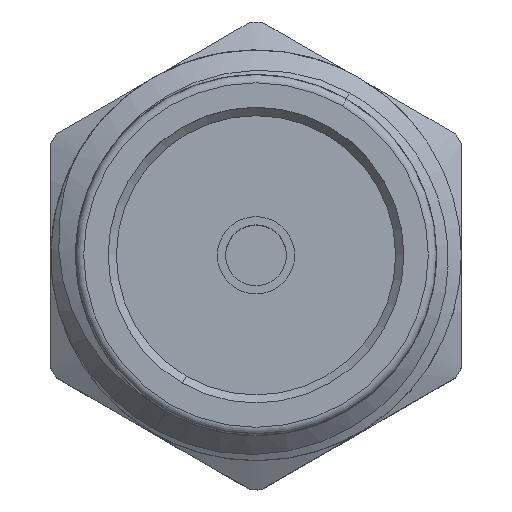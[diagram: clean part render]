
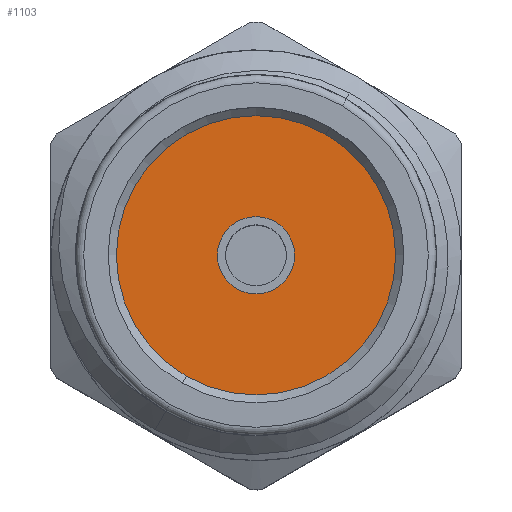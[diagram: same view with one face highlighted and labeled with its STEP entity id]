
A CAD part, top view. The second image highlights one B-rep face of the part: STEP entity #1103.
In plain terms, the highlighted face is planar.
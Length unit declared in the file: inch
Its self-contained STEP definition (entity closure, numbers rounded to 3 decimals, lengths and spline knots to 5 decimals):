
#3 = DIRECTION ( 'NONE',  ( -1., 0., 0. ) ) ;
#65 = VERTEX_POINT ( 'NONE', #2563 ) ;
#81 = AXIS2_PLACEMENT_3D ( 'NONE', #2857, #3, #2403 ) ;
#223 = DIRECTION ( 'NONE',  ( 0., 0., 1. ) ) ;
#367 = CARTESIAN_POINT ( 'NONE',  ( 0.075, 0., -0.085 ) ) ;
#382 = ORIENTED_EDGE ( 'NONE', *, *, #1029, .T. ) ;
#452 = CIRCLE ( 'NONE', #3137, 0.0235 ) ;
#631 = DIRECTION ( 'NONE',  ( -1., 0., 0. ) ) ;
#703 = ORIENTED_EDGE ( 'NONE', *, *, #3050, .F. ) ;
#970 = DIRECTION ( 'NONE',  ( -1., 0., 0. ) ) ;
#1004 = AXIS2_PLACEMENT_3D ( 'NONE', #3322, #970, #223 ) ;
#1029 = EDGE_CURVE ( 'NONE', #65, #2322, #2156, .T. ) ;
#1103 = ADVANCED_FACE ( 'NONE', ( #2134, #3168 ), #1811, .T. ) ;
#1180 = CARTESIAN_POINT ( 'NONE',  ( 0.075, 0., 0. ) ) ;
#1430 = CIRCLE ( 'NONE', #1985, 0.085 ) ;
#1436 = DIRECTION ( 'NONE',  ( -1., 0., 0. ) ) ;
#1612 = VERTEX_POINT ( 'NONE', #3177 ) ;
#1635 = DIRECTION ( 'NONE',  ( 0., 0., 1. ) ) ;
#1721 = EDGE_CURVE ( 'NONE', #3238, #1612, #452, .T. ) ;
#1790 = EDGE_CURVE ( 'NONE', #2322, #65, #1430, .T. ) ;
#1795 = DIRECTION ( 'NONE',  ( 0., 0., 1. ) ) ;
#1811 = PLANE ( 'NONE',  #81 ) ;
#1827 = CIRCLE ( 'NONE', #2319, 0.0235 ) ;
#1925 = ORIENTED_EDGE ( 'NONE', *, *, #1721, .F. ) ;
#1985 = AXIS2_PLACEMENT_3D ( 'NONE', #2194, #631, #1635 ) ;
#2134 = FACE_BOUND ( 'NONE', #3290, .T. ) ;
#2156 = CIRCLE ( 'NONE', #1004, 0.085 ) ;
#2194 = CARTESIAN_POINT ( 'NONE',  ( 0.075, 0., 0. ) ) ;
#2236 = ORIENTED_EDGE ( 'NONE', *, *, #1790, .T. ) ;
#2319 = AXIS2_PLACEMENT_3D ( 'NONE', #2568, #3351, #1795 ) ;
#2322 = VERTEX_POINT ( 'NONE', #367 ) ;
#2403 = DIRECTION ( 'NONE',  ( 0., 0., 1. ) ) ;
#2457 = EDGE_LOOP ( 'NONE', ( #382, #2236 ) ) ;
#2563 = CARTESIAN_POINT ( 'NONE',  ( 0.075, 0., 0.085 ) ) ;
#2568 = CARTESIAN_POINT ( 'NONE',  ( 0.075, 0., 0. ) ) ;
#2857 = CARTESIAN_POINT ( 'NONE',  ( 0.075, 0., 0. ) ) ;
#3050 = EDGE_CURVE ( 'NONE', #1612, #3238, #1827, .T. ) ;
#3137 = AXIS2_PLACEMENT_3D ( 'NONE', #1180, #1436, #3270 ) ;
#3168 = FACE_OUTER_BOUND ( 'NONE', #2457, .T. ) ;
#3177 = CARTESIAN_POINT ( 'NONE',  ( 0.075, 0., -0.0235 ) ) ;
#3238 = VERTEX_POINT ( 'NONE', #3292 ) ;
#3270 = DIRECTION ( 'NONE',  ( 0., 0., 1. ) ) ;
#3290 = EDGE_LOOP ( 'NONE', ( #1925, #703 ) ) ;
#3292 = CARTESIAN_POINT ( 'NONE',  ( 0.075, 0., 0.0235 ) ) ;
#3322 = CARTESIAN_POINT ( 'NONE',  ( 0.075, 0., 0. ) ) ;
#3351 = DIRECTION ( 'NONE',  ( -1., 0., 0. ) ) ;
